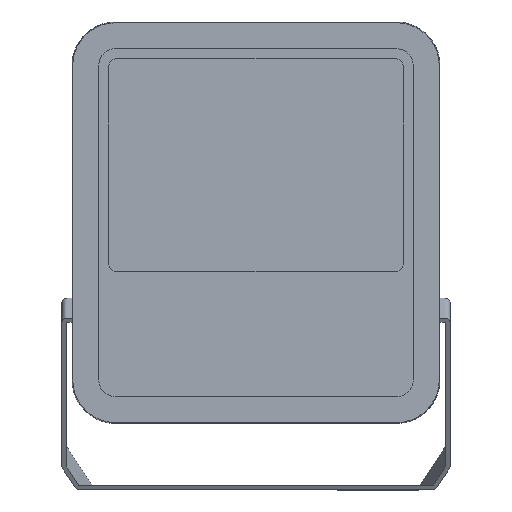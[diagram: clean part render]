
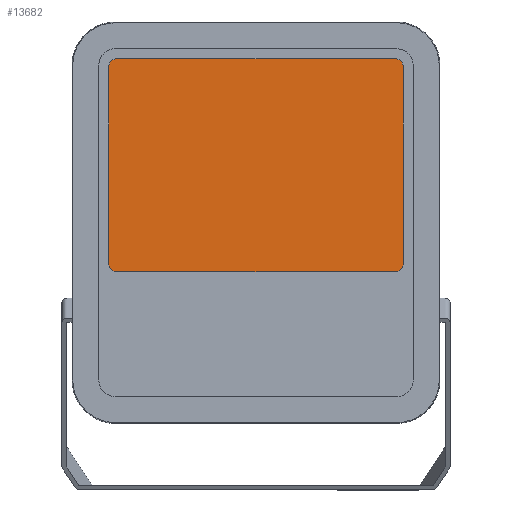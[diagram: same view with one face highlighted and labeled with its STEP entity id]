
A CAD part, top view. The second image highlights one B-rep face of the part: STEP entity #13682.
In plain terms, the highlighted face is planar.
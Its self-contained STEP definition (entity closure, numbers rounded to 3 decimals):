
#191 = CARTESIAN_POINT ( 'NONE',  ( 104., 120.92, 316.019 ) ) ;
#360 = EDGE_CURVE ( 'NONE', #2456, #18863, #27026, .T. ) ;
#931 = EDGE_LOOP ( 'NONE', ( #33161, #11860, #18003, #3940, #17103, #11616, #36459, #18587 ) ) ;
#1979 = EDGE_CURVE ( 'NONE', #18448, #19710, #40581, .T. ) ;
#2189 = LINE ( 'NONE', #18529, #10689 ) ;
#2456 = VERTEX_POINT ( 'NONE', #19046 ) ;
#2483 = CARTESIAN_POINT ( 'NONE',  ( -104., 120.92, 322.019 ) ) ;
#3940 = ORIENTED_EDGE ( 'NONE', *, *, #22049, .F. ) ;
#4575 = AXIS2_PLACEMENT_3D ( 'NONE', #14004, #26847, #39667 ) ;
#5597 = EDGE_CURVE ( 'NONE', #16576, #2456, #2189, .T. ) ;
#5720 = EDGE_CURVE ( 'NONE', #18863, #19941, #13596, .T. ) ;
#5757 = EDGE_CURVE ( 'NONE', #8449, #16576, #6581, .T. ) ;
#5882 = AXIS2_PLACEMENT_3D ( 'NONE', #18137, #30965, #34322 ) ;
#6536 = DIRECTION ( 'NONE',  ( -1., 0., 0. ) ) ;
#6581 = CIRCLE ( 'NONE', #4575, 6. ) ;
#7312 = AXIS2_PLACEMENT_3D ( 'NONE', #191, #16961, #6536 ) ;
#7543 = CARTESIAN_POINT ( 'NONE',  ( -104., 120.92, 316.019 ) ) ;
#8449 = VERTEX_POINT ( 'NONE', #15604 ) ;
#10154 = VECTOR ( 'NONE', #21889, 1000. ) ;
#10689 = VECTOR ( 'NONE', #15147, 1000. ) ;
#11616 = ORIENTED_EDGE ( 'NONE', *, *, #5720, .F. ) ;
#11860 = ORIENTED_EDGE ( 'NONE', *, *, #16244, .F. ) ;
#13596 = LINE ( 'NONE', #29799, #34249 ) ;
#13682 = ADVANCED_FACE ( 'NONE', ( #16538 ), #35478, .T. ) ;
#13755 = CARTESIAN_POINT ( 'NONE',  ( 104., 120.92, 322.019 ) ) ;
#14004 = CARTESIAN_POINT ( 'NONE',  ( -104., 120.92, 169.019 ) ) ;
#15147 = DIRECTION ( 'NONE',  ( 1., 0., 0. ) ) ;
#15604 = CARTESIAN_POINT ( 'NONE',  ( -110., 120.92, 169.019 ) ) ;
#16244 = EDGE_CURVE ( 'NONE', #19710, #8449, #24610, .T. ) ;
#16538 = FACE_OUTER_BOUND ( 'NONE', #931, .T. ) ;
#16576 = VERTEX_POINT ( 'NONE', #35628 ) ;
#16961 = DIRECTION ( 'NONE',  ( 0., 1., 0. ) ) ;
#17103 = ORIENTED_EDGE ( 'NONE', *, *, #36024, .F. ) ;
#18003 = ORIENTED_EDGE ( 'NONE', *, *, #1979, .F. ) ;
#18137 = CARTESIAN_POINT ( 'NONE',  ( 104., 120.92, 316.019 ) ) ;
#18295 = AXIS2_PLACEMENT_3D ( 'NONE', #40035, #34128, #31373 ) ;
#18448 = VERTEX_POINT ( 'NONE', #2483 ) ;
#18529 = CARTESIAN_POINT ( 'NONE',  ( 104., 120.92, 163.019 ) ) ;
#18587 = ORIENTED_EDGE ( 'NONE', *, *, #5597, .F. ) ;
#18772 = CIRCLE ( 'NONE', #5882, 6. ) ;
#18863 = VERTEX_POINT ( 'NONE', #24816 ) ;
#18938 = CARTESIAN_POINT ( 'NONE',  ( 110., 120.92, 316.019 ) ) ;
#19046 = CARTESIAN_POINT ( 'NONE',  ( 104., 120.92, 163.019 ) ) ;
#19710 = VERTEX_POINT ( 'NONE', #35170 ) ;
#19941 = VERTEX_POINT ( 'NONE', #18938 ) ;
#20122 = DIRECTION ( 'NONE',  ( 0., 0., 1. ) ) ;
#21889 = DIRECTION ( 'NONE',  ( 0., 0., -1. ) ) ;
#22049 = EDGE_CURVE ( 'NONE', #35768, #18448, #33120, .T. ) ;
#22078 = CARTESIAN_POINT ( 'NONE',  ( -110., 120.92, 169.019 ) ) ;
#23246 = DIRECTION ( 'NONE',  ( -1., 0., 0. ) ) ;
#24610 = LINE ( 'NONE', #22078, #10154 ) ;
#24816 = CARTESIAN_POINT ( 'NONE',  ( 110., 120.92, 169.019 ) ) ;
#26847 = DIRECTION ( 'NONE',  ( 0., -1., 0. ) ) ;
#27026 = CIRCLE ( 'NONE', #18295, 6. ) ;
#29799 = CARTESIAN_POINT ( 'NONE',  ( 110., 120.92, 169.019 ) ) ;
#30965 = DIRECTION ( 'NONE',  ( 0., -1., 0. ) ) ;
#31373 = DIRECTION ( 'NONE',  ( -1., 0., 0. ) ) ;
#33120 = LINE ( 'NONE', #13755, #40563 ) ;
#33161 = ORIENTED_EDGE ( 'NONE', *, *, #5757, .F. ) ;
#34128 = DIRECTION ( 'NONE',  ( 0., -1., 0. ) ) ;
#34249 = VECTOR ( 'NONE', #20122, 1000. ) ;
#34322 = DIRECTION ( 'NONE',  ( -1., 0., 0. ) ) ;
#35170 = CARTESIAN_POINT ( 'NONE',  ( -110., 120.92, 316.019 ) ) ;
#35478 = PLANE ( 'NONE',  #7312 ) ;
#35628 = CARTESIAN_POINT ( 'NONE',  ( -104., 120.92, 163.019 ) ) ;
#35634 = DIRECTION ( 'NONE',  ( -1., 0., 0. ) ) ;
#35730 = CARTESIAN_POINT ( 'NONE',  ( 104., 120.92, 322.019 ) ) ;
#35768 = VERTEX_POINT ( 'NONE', #35730 ) ;
#36024 = EDGE_CURVE ( 'NONE', #19941, #35768, #18772, .T. ) ;
#36459 = ORIENTED_EDGE ( 'NONE', *, *, #360, .F. ) ;
#37241 = AXIS2_PLACEMENT_3D ( 'NONE', #7543, #39000, #35634 ) ;
#39000 = DIRECTION ( 'NONE',  ( 0., -1., 0. ) ) ;
#39667 = DIRECTION ( 'NONE',  ( -1., 0., 0. ) ) ;
#40035 = CARTESIAN_POINT ( 'NONE',  ( 104., 120.92, 169.019 ) ) ;
#40563 = VECTOR ( 'NONE', #23246, 1000. ) ;
#40581 = CIRCLE ( 'NONE', #37241, 6. ) ;
